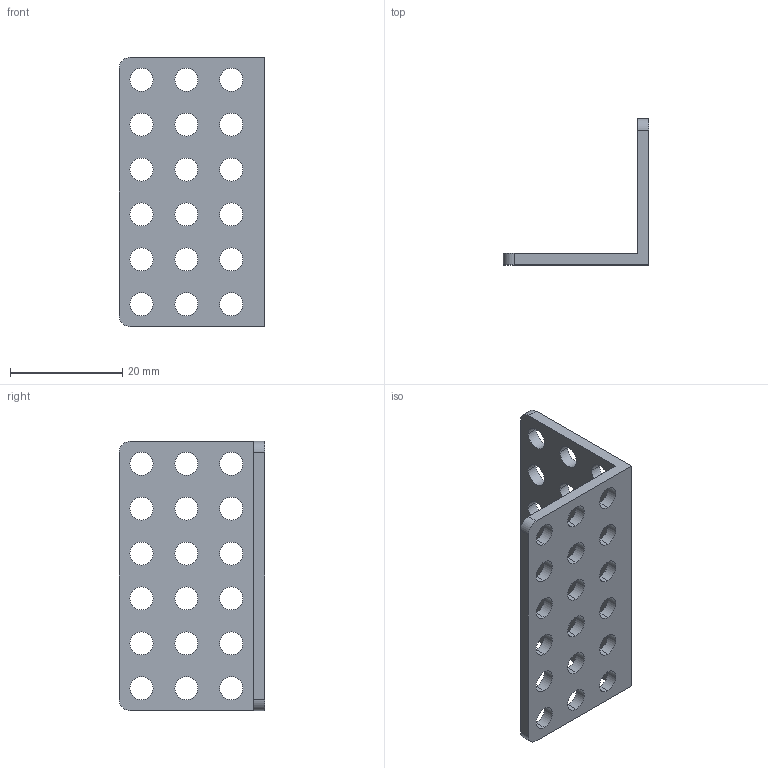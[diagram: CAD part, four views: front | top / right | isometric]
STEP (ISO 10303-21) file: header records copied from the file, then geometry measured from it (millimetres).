
FILE_DESCRIPTION (( 'STEP AP214' ), '1' );
FILE_NAME ('Bracket 3x6眻褒盓殤.step', '2016-10-28T04:08:54', ( 'dell' ), ( '' ), 'SwSTEP 2.0', 'SolidWorks 2013', '' );
FILE_SCHEMA (( 'AUTOMOTIVE_DESIGN' ));
Length unit declared in the file: millimetre
Products named in the file (1): Bracket 3x6眻褒盓殤
Bounding box: 26 x 26 x 48 mm (x, y, z)
Volume: 3842.5 mm3; surface area: 5155.1 mm2
Topology: 1 solids, 1 shells, 84 faces, 246 edges, 164 vertices
Faces by surface type: cylinder 76, plane 8
Entity records: 3060 total; most frequent: DIRECTION 568, CARTESIAN_POINT 495, ORIENTED_EDGE 492, EDGE_CURVE 246, AXIS2_PLACEMENT_3D 237, VERTEX_POINT 164, EDGE_LOOP 156, CIRCLE 152
